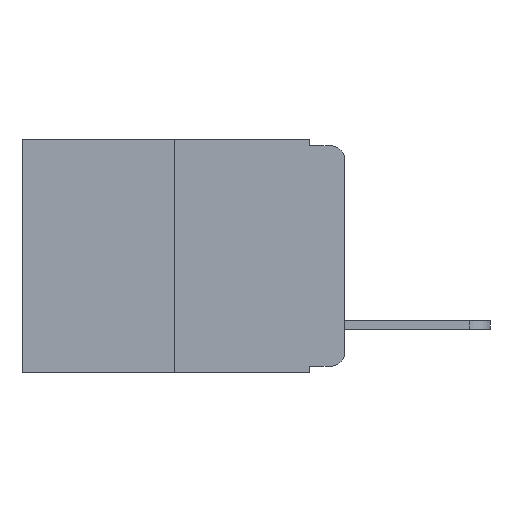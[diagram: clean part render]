
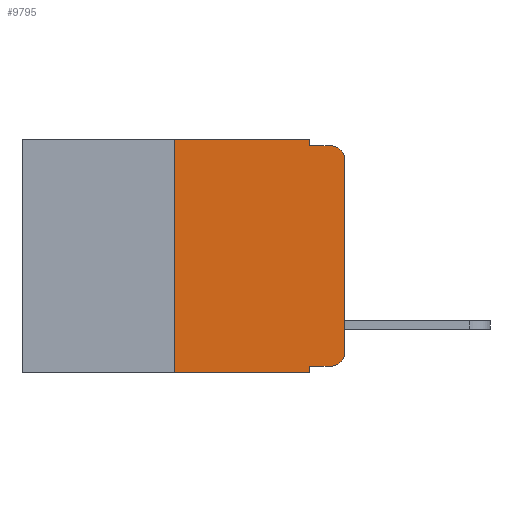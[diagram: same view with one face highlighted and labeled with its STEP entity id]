
A CAD part, left-side view. The second image highlights one B-rep face of the part: STEP entity #9795.
In plain terms, the highlighted planar face has unit normal (-1, 0, 0).
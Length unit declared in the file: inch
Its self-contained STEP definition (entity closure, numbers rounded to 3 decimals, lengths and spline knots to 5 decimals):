
#161 = CIRCLE ( 'NONE', #9015, 0.02 ) ;
#247 = CARTESIAN_POINT ( 'NONE',  ( 0., 0.25, 0. ) ) ;
#749 = VERTEX_POINT ( 'NONE', #4417 ) ;
#839 = DIRECTION ( 'NONE',  ( 0., 0., -1. ) ) ;
#1010 = DIRECTION ( 'NONE',  ( 0., 0., 1. ) ) ;
#1055 = LINE ( 'NONE', #11973, #6461 ) ;
#1646 = LINE ( 'NONE', #12054, #11492 ) ;
#1889 = AXIS2_PLACEMENT_3D ( 'NONE', #11414, #11439, #8701 ) ;
#1891 = CARTESIAN_POINT ( 'NONE',  ( 0., 0.473, 0. ) ) ;
#1923 = DIRECTION ( 'NONE',  ( 1., 0., 0. ) ) ;
#1970 = VERTEX_POINT ( 'NONE', #3363 ) ;
#2236 = EDGE_CURVE ( 'NONE', #7352, #4955, #9958, .T. ) ;
#2284 = ORIENTED_EDGE ( 'NONE', *, *, #2337, .F. ) ;
#2292 = EDGE_CURVE ( 'NONE', #4955, #2811, #4156, .T. ) ;
#2315 = DIRECTION ( 'NONE',  ( 0., -1., 0. ) ) ;
#2337 = EDGE_CURVE ( 'NONE', #7352, #5637, #2754, .T. ) ;
#2397 = EDGE_CURVE ( 'NONE', #7572, #4523, #7557, .T. ) ;
#2548 = CARTESIAN_POINT ( 'NONE',  ( 0., 0.25, 0. ) ) ;
#2561 = ORIENTED_EDGE ( 'NONE', *, *, #7601, .F. ) ;
#2577 = ORIENTED_EDGE ( 'NONE', *, *, #4641, .T. ) ;
#2613 = PLANE ( 'NONE',  #12288 ) ;
#2754 = LINE ( 'NONE', #8456, #12188 ) ;
#2772 = EDGE_CURVE ( 'NONE', #1970, #6198, #9024, .T. ) ;
#2811 = VERTEX_POINT ( 'NONE', #7895 ) ;
#3010 = EDGE_CURVE ( 'NONE', #749, #1970, #1646, .T. ) ;
#3087 = EDGE_CURVE ( 'NONE', #3623, #6198, #161, .T. ) ;
#3243 = ORIENTED_EDGE ( 'NONE', *, *, #2772, .F. ) ;
#3358 = ORIENTED_EDGE ( 'NONE', *, *, #2397, .F. ) ;
#3363 = CARTESIAN_POINT ( 'NONE',  ( 0., 0.051, -0.01 ) ) ;
#3453 = EDGE_CURVE ( 'NONE', #2811, #3623, #1055, .T. ) ;
#3484 = ORIENTED_EDGE ( 'NONE', *, *, #2292, .T. ) ;
#3549 = CARTESIAN_POINT ( 'NONE',  ( 0., 0.473, 0. ) ) ;
#3623 = VERTEX_POINT ( 'NONE', #8552 ) ;
#3726 = CARTESIAN_POINT ( 'NONE',  ( 0., 0.02, -0.333 ) ) ;
#3860 = DIRECTION ( 'NONE',  ( 0., 0., -1. ) ) ;
#4090 = ORIENTED_EDGE ( 'NONE', *, *, #2236, .T. ) ;
#4156 = CIRCLE ( 'NONE', #1889, 0.02 ) ;
#4183 = ORIENTED_EDGE ( 'NONE', *, *, #3087, .T. ) ;
#4417 = CARTESIAN_POINT ( 'NONE',  ( 0., 0.051, 0. ) ) ;
#4466 = VECTOR ( 'NONE', #11158, 39.37008 ) ;
#4523 = VERTEX_POINT ( 'NONE', #2548 ) ;
#4641 = EDGE_CURVE ( 'NONE', #7572, #5637, #4797, .T. ) ;
#4797 = LINE ( 'NONE', #11250, #4466 ) ;
#4955 = VERTEX_POINT ( 'NONE', #3726 ) ;
#5097 = ORIENTED_EDGE ( 'NONE', *, *, #3010, .F. ) ;
#5125 = ORIENTED_EDGE ( 'NONE', *, *, #3453, .T. ) ;
#5319 = CARTESIAN_POINT ( 'NONE',  ( 0., 0.25, -0.343 ) ) ;
#5637 = VERTEX_POINT ( 'NONE', #10853 ) ;
#5896 = EDGE_LOOP ( 'NONE', ( #5125, #4183, #3243, #5097, #2561, #3358, #2577, #2284, #4090, #3484 ) ) ;
#6148 = LINE ( 'NONE', #3549, #6434 ) ;
#6198 = VERTEX_POINT ( 'NONE', #11219 ) ;
#6434 = VECTOR ( 'NONE', #9746, 39.37008 ) ;
#6461 = VECTOR ( 'NONE', #12154, 39.37008 ) ;
#7352 = VERTEX_POINT ( 'NONE', #9554 ) ;
#7557 = LINE ( 'NONE', #247, #11711 ) ;
#7572 = VERTEX_POINT ( 'NONE', #5319 ) ;
#7601 = EDGE_CURVE ( 'NONE', #4523, #749, #6148, .T. ) ;
#7698 = VECTOR ( 'NONE', #10482, 39.37008 ) ;
#7895 = CARTESIAN_POINT ( 'NONE',  ( 0., 0., -0.313 ) ) ;
#8360 = DIRECTION ( 'NONE',  ( 0., 0., -1. ) ) ;
#8456 = CARTESIAN_POINT ( 'NONE',  ( 0., 0.051, 0. ) ) ;
#8552 = CARTESIAN_POINT ( 'NONE',  ( 0., 0., -0.03 ) ) ;
#8701 = DIRECTION ( 'NONE',  ( 0., 0., -1. ) ) ;
#9015 = AXIS2_PLACEMENT_3D ( 'NONE', #10386, #11407, #11359 ) ;
#9024 = LINE ( 'NONE', #10099, #10996 ) ;
#9554 = CARTESIAN_POINT ( 'NONE',  ( 0., 0.051, -0.333 ) ) ;
#9746 = DIRECTION ( 'NONE',  ( 0., -1., 0. ) ) ;
#9795 = ADVANCED_FACE ( 'NONE', ( #11297 ), #2613, .F. ) ;
#9958 = LINE ( 'NONE', #12136, #7698 ) ;
#10099 = CARTESIAN_POINT ( 'NONE',  ( 0., 0.051, -0.01 ) ) ;
#10386 = CARTESIAN_POINT ( 'NONE',  ( 0., 0.02, -0.03 ) ) ;
#10482 = DIRECTION ( 'NONE',  ( 0., -1., 0. ) ) ;
#10853 = CARTESIAN_POINT ( 'NONE',  ( 0., 0.051, -0.343 ) ) ;
#10996 = VECTOR ( 'NONE', #2315, 39.37008 ) ;
#11158 = DIRECTION ( 'NONE',  ( 0., -1., 0. ) ) ;
#11219 = CARTESIAN_POINT ( 'NONE',  ( 0., 0.02, -0.01 ) ) ;
#11250 = CARTESIAN_POINT ( 'NONE',  ( 0., 0.473, -0.343 ) ) ;
#11297 = FACE_OUTER_BOUND ( 'NONE', #5896, .T. ) ;
#11359 = DIRECTION ( 'NONE',  ( 0., 0., -1. ) ) ;
#11407 = DIRECTION ( 'NONE',  ( -1., 0., 0. ) ) ;
#11414 = CARTESIAN_POINT ( 'NONE',  ( 0., 0.02, -0.313 ) ) ;
#11439 = DIRECTION ( 'NONE',  ( -1., 0., 0. ) ) ;
#11492 = VECTOR ( 'NONE', #8360, 39.37008 ) ;
#11711 = VECTOR ( 'NONE', #1010, 39.37008 ) ;
#11973 = CARTESIAN_POINT ( 'NONE',  ( 0., 0., 0. ) ) ;
#12054 = CARTESIAN_POINT ( 'NONE',  ( 0., 0.051, 0. ) ) ;
#12136 = CARTESIAN_POINT ( 'NONE',  ( 0., 0.051, -0.333 ) ) ;
#12154 = DIRECTION ( 'NONE',  ( 0., 0., 1. ) ) ;
#12188 = VECTOR ( 'NONE', #839, 39.37008 ) ;
#12288 = AXIS2_PLACEMENT_3D ( 'NONE', #1891, #1923, #3860 ) ;
